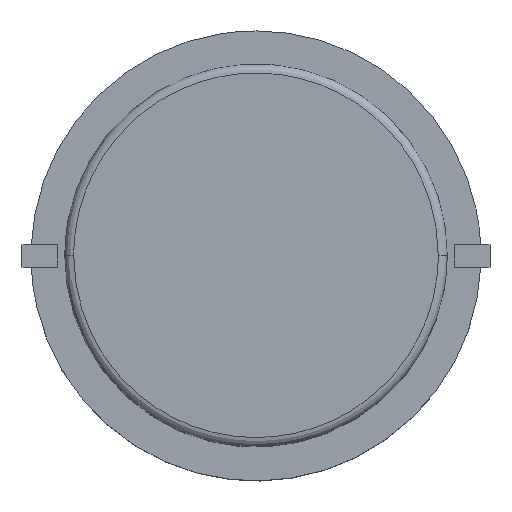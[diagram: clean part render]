
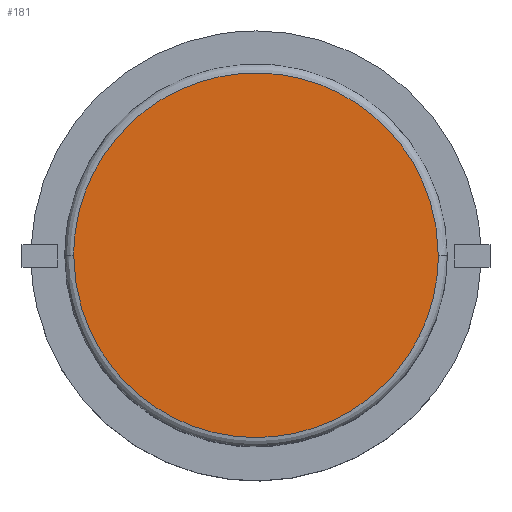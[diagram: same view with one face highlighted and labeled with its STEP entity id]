
A CAD part, top view. The second image highlights one B-rep face of the part: STEP entity #181.
In plain terms, the highlighted planar face has unit normal (0, 0, -1).
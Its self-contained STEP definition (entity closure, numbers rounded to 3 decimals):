
#181=ADVANCED_FACE('',(#315),#1977,.T.);
#315=FACE_OUTER_BOUND('',#450,.T.);
#450=EDGE_LOOP('',(#626,#627));
#626=ORIENTED_EDGE('',*,*,#1243,.F.);
#627=ORIENTED_EDGE('',*,*,#1231,.F.);
#1231=EDGE_CURVE('',#1788,#1795,#1546,.T.);
#1243=EDGE_CURVE('',#1795,#1788,#1558,.T.);
#1546=(
BOUNDED_CURVE()
B_SPLINE_CURVE(3,(#2840,#2841,#2842,#2843,#2844,#2845,#2846,#2847,#2848,
#2849,#2850,#2851,#2852,#2853,#2854,#2855,#2856,#2857,#2858,#2859,#2860,
#2861,#2862,#2863,#2864),.UNSPECIFIED.,.F.,.F.)
B_SPLINE_CURVE_WITH_KNOTS((4,3,3,3,3,3,3,3,4),(0.,1.527,3.181,
4.835,6.362,7.888,9.542,11.196,
12.723),.UNSPECIFIED.)
CURVE()
GEOMETRIC_REPRESENTATION_ITEM()
RATIONAL_B_SPLINE_CURVE((1.,1.,1.,1.,1.,1.,1.,1.,1.,1.,1.,
1.,1.,1.,1.,1.,1.,
1.,1.,1.,1.,1.,1.,1.,1.))
REPRESENTATION_ITEM('')
);
#1558=(
BOUNDED_CURVE()
B_SPLINE_CURVE(3,(#2948,#2949,#2950,#2951,#2952,#2953,#2954,#2955,#2956,
#2957,#2958,#2959,#2960,#2961,#2962,#2963,#2964,#2965,#2966,#2967,#2968,
#2969,#2970,#2971,#2972),.UNSPECIFIED.,.F.,.F.)
B_SPLINE_CURVE_WITH_KNOTS((4,3,3,3,3,3,3,3,4),(12.723,14.25,
15.904,17.558,19.085,20.611,22.265,
23.92,25.446),.UNSPECIFIED.)
CURVE()
GEOMETRIC_REPRESENTATION_ITEM()
RATIONAL_B_SPLINE_CURVE((1.,1.,1.,1.,1.,1.,1.,1.,
1.,1.,1.,1.,1.,
1.,1.,1.,1.,1.,1.,1.,1.,1.,1.,1.,1.))
REPRESENTATION_ITEM('')
);
#1788=VERTEX_POINT('',#2749);
#1795=VERTEX_POINT('',#2756);
#1977=PLANE('',#2125);
#2125=AXIS2_PLACEMENT_3D('',#2478,#2162,$);
#2162=DIRECTION('',(0.,0.,-1.));
#2478=CARTESIAN_POINT('',(-5.313,-5.313,11.6));
#2749=CARTESIAN_POINT('',(4.05,0.,11.6));
#2756=CARTESIAN_POINT('',(-4.05,0.,11.6));
#2840=CARTESIAN_POINT('',(4.05,0.,11.6));
#2841=CARTESIAN_POINT('',(4.05,0.509,11.6));
#2842=CARTESIAN_POINT('',(3.953,1.018,11.6));
#2843=CARTESIAN_POINT('',(3.766,1.491,11.6));
#2844=CARTESIAN_POINT('',(3.563,2.003,11.6));
#2845=CARTESIAN_POINT('',(3.254,2.474,11.6));
#2846=CARTESIAN_POINT('',(2.864,2.864,11.6));
#2847=CARTESIAN_POINT('',(2.474,3.254,11.6));
#2848=CARTESIAN_POINT('',(2.003,3.563,11.6));
#2849=CARTESIAN_POINT('',(1.491,3.766,11.6));
#2850=CARTESIAN_POINT('',(1.018,3.953,11.6));
#2851=CARTESIAN_POINT('',(0.509,4.05,11.6));
#2852=CARTESIAN_POINT('',(0.,4.05,11.6));
#2853=CARTESIAN_POINT('',(-0.509,4.05,11.6));
#2854=CARTESIAN_POINT('',(-1.018,3.953,11.6));
#2855=CARTESIAN_POINT('',(-1.491,3.766,11.6));
#2856=CARTESIAN_POINT('',(-2.003,3.563,11.6));
#2857=CARTESIAN_POINT('',(-2.474,3.254,11.6));
#2858=CARTESIAN_POINT('',(-2.864,2.864,11.6));
#2859=CARTESIAN_POINT('',(-3.254,2.474,11.6));
#2860=CARTESIAN_POINT('',(-3.563,2.003,11.6));
#2861=CARTESIAN_POINT('',(-3.766,1.491,11.6));
#2862=CARTESIAN_POINT('',(-3.953,1.018,11.6));
#2863=CARTESIAN_POINT('',(-4.05,0.509,11.6));
#2864=CARTESIAN_POINT('',(-4.05,0.,11.6));
#2948=CARTESIAN_POINT('',(-4.05,0.,11.6));
#2949=CARTESIAN_POINT('',(-4.05,-0.509,11.6));
#2950=CARTESIAN_POINT('',(-3.953,-1.018,11.6));
#2951=CARTESIAN_POINT('',(-3.766,-1.491,11.6));
#2952=CARTESIAN_POINT('',(-3.563,-2.003,11.6));
#2953=CARTESIAN_POINT('',(-3.254,-2.474,11.6));
#2954=CARTESIAN_POINT('',(-2.864,-2.864,11.6));
#2955=CARTESIAN_POINT('',(-2.474,-3.254,11.6));
#2956=CARTESIAN_POINT('',(-2.003,-3.563,11.6));
#2957=CARTESIAN_POINT('',(-1.491,-3.766,11.6));
#2958=CARTESIAN_POINT('',(-1.018,-3.953,11.6));
#2959=CARTESIAN_POINT('',(-0.509,-4.05,11.6));
#2960=CARTESIAN_POINT('',(0.,-4.05,11.6));
#2961=CARTESIAN_POINT('',(0.509,-4.05,11.6));
#2962=CARTESIAN_POINT('',(1.018,-3.953,11.6));
#2963=CARTESIAN_POINT('',(1.491,-3.766,11.6));
#2964=CARTESIAN_POINT('',(2.003,-3.563,11.6));
#2965=CARTESIAN_POINT('',(2.474,-3.254,11.6));
#2966=CARTESIAN_POINT('',(2.864,-2.864,11.6));
#2967=CARTESIAN_POINT('',(3.254,-2.474,11.6));
#2968=CARTESIAN_POINT('',(3.563,-2.003,11.6));
#2969=CARTESIAN_POINT('',(3.766,-1.491,11.6));
#2970=CARTESIAN_POINT('',(3.953,-1.018,11.6));
#2971=CARTESIAN_POINT('',(4.05,-0.509,11.6));
#2972=CARTESIAN_POINT('',(4.05,0.,11.6));
